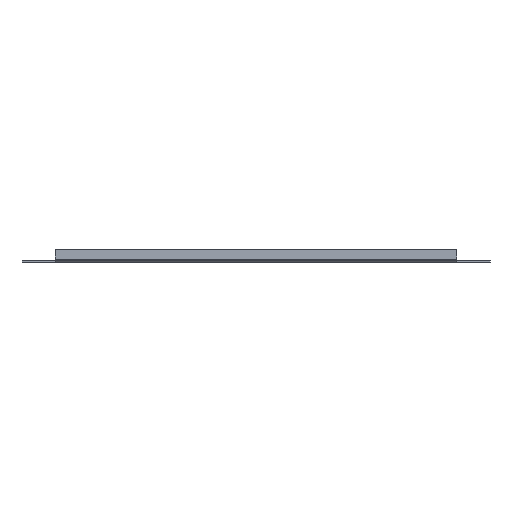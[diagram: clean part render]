
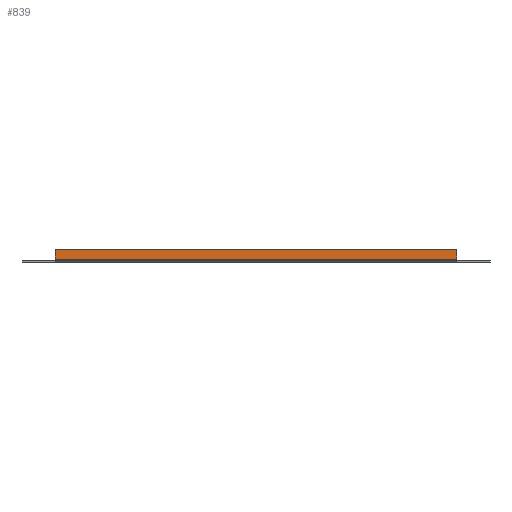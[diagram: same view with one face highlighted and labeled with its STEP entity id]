
A CAD part, front view. The second image highlights one B-rep face of the part: STEP entity #839.
In plain terms, the highlighted planar face has unit normal (0, -1, 0).
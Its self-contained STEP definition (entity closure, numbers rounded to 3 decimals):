
#141 = VERTEX_POINT ( 'NONE', #612 ) ;
#177 = EDGE_CURVE ( 'NONE', #870, #141, #363, .T. ) ;
#189 = EDGE_CURVE ( 'NONE', #1060, #1128, #742, .T. ) ;
#216 = DIRECTION ( 'NONE',  ( 0., 1., 0. ) ) ;
#221 = CARTESIAN_POINT ( 'NONE',  ( 23.5, -2.5, 1.3 ) ) ;
#252 = ORIENTED_EDGE ( 'NONE', *, *, #177, .F. ) ;
#269 = CARTESIAN_POINT ( 'NONE',  ( 23.5, -2.5, 1.3 ) ) ;
#306 = CARTESIAN_POINT ( 'NONE',  ( 308.5, -2.5, 0. ) ) ;
#361 = VECTOR ( 'NONE', #580, 1000. ) ;
#362 = CARTESIAN_POINT ( 'NONE',  ( 308.5, -2.5, 1.3 ) ) ;
#363 = LINE ( 'NONE', #1203, #849 ) ;
#369 = DIRECTION ( 'NONE',  ( 1., 0., 0. ) ) ;
#396 = CARTESIAN_POINT ( 'NONE',  ( 23.5, -2.5, 8. ) ) ;
#407 = DIRECTION ( 'NONE',  ( 0., 0., -1. ) ) ;
#458 = VECTOR ( 'NONE', #927, 1000. ) ;
#553 = FACE_OUTER_BOUND ( 'NONE', #1135, .T. ) ;
#568 = LINE ( 'NONE', #306, #361 ) ;
#580 = DIRECTION ( 'NONE',  ( 0., 0., -1. ) ) ;
#594 = ORIENTED_EDGE ( 'NONE', *, *, #1113, .F. ) ;
#612 = CARTESIAN_POINT ( 'NONE',  ( 308.5, -2.5, 8. ) ) ;
#685 = ORIENTED_EDGE ( 'NONE', *, *, #991, .F. ) ;
#728 = CARTESIAN_POINT ( 'NONE',  ( 23.5, -2.5, 8. ) ) ;
#732 = AXIS2_PLACEMENT_3D ( 'NONE', #967, #216, #407 ) ;
#742 = LINE ( 'NONE', #269, #1161 ) ;
#829 = DIRECTION ( 'NONE',  ( -1., 0., 0. ) ) ;
#839 = ADVANCED_FACE ( 'NONE', ( #553 ), #1204, .F. ) ;
#849 = VECTOR ( 'NONE', #369, 1000. ) ;
#870 = VERTEX_POINT ( 'NONE', #396 ) ;
#927 = DIRECTION ( 'NONE',  ( 0., 0., 1. ) ) ;
#967 = CARTESIAN_POINT ( 'NONE',  ( 0., -2.5, 0. ) ) ;
#991 = EDGE_CURVE ( 'NONE', #1128, #870, #1111, .T. ) ;
#993 = ORIENTED_EDGE ( 'NONE', *, *, #189, .F. ) ;
#1060 = VERTEX_POINT ( 'NONE', #362 ) ;
#1111 = LINE ( 'NONE', #728, #458 ) ;
#1113 = EDGE_CURVE ( 'NONE', #141, #1060, #568, .T. ) ;
#1128 = VERTEX_POINT ( 'NONE', #221 ) ;
#1135 = EDGE_LOOP ( 'NONE', ( #993, #594, #252, #685 ) ) ;
#1161 = VECTOR ( 'NONE', #829, 1000. ) ;
#1203 = CARTESIAN_POINT ( 'NONE',  ( 308.5, -2.5, 8. ) ) ;
#1204 = PLANE ( 'NONE',  #732 ) ;
